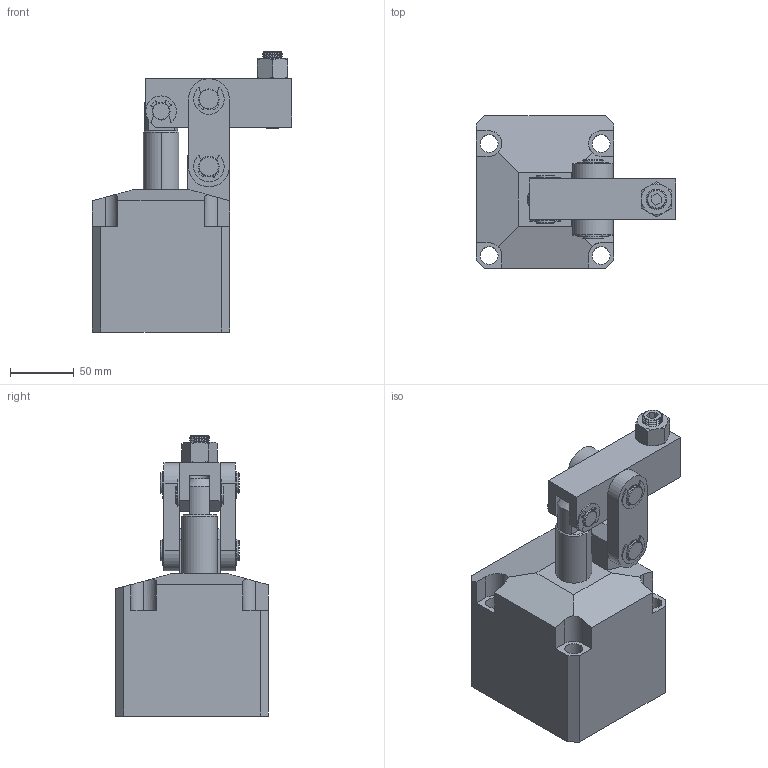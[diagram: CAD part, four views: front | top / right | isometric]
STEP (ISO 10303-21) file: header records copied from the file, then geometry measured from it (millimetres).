
FILE_DESCRIPTION (( 'STEP AP214' ), '1' );
FILE_NAME ('蚾饜极CBLU-70L.STEP', '2019-05-09T12:42:49', ( '' ), ( '' ), 'SwSTEP 2.0', 'SolidWorks 2016', '' );
FILE_SCHEMA (( 'AUTOMOTIVE_DESIGN' ));
Length unit declared in the file: millimetre
Products named in the file (10): 酗种; 傻种; 錨璃LG; 70揤旋_1; 70活塞杆_1; CBLU-70L掛极_1; 蚾饜极CBLU-70L; socket set screw cup point_iso_ISO 4029 - M16 x 60-S; hex nut gradec_iso_Hexagon Nut ISO - 4034 - M16 - S; CK
Assembly tree (16 placements, depth 2):
  蚾饜极CBLU-70L
    CBLU-70L掛极_1
    70活塞杆_1
    70揤旋_1
    錨璃LG  x2
    傻种
    酗种  x2
    CK  x6
    hex nut gradec_iso_Hexagon Nut ISO - 4034 - M16 - S
    socket set screw cup point_iso_ISO 4029 - M16 x 60-S
Bounding box: 156.5 x 120 x 220 mm (x, y, z)
Volume: 1395904.2 mm3; surface area: 195588.2 mm2
Topology: 17 solids, 17 shells, 633 faces, 1557 edges, 972 vertices
Faces by surface type: cylinder 284, cone 203, plane 146
Entity records: 13803 total; most frequent: DIRECTION 2529, CARTESIAN_POINT 2406, ORIENTED_EDGE 2164, EDGE_CURVE 1082, AXIS2_PLACEMENT_3D 1007, VERTEX_POINT 660, CIRCLE 530, LINE 515
